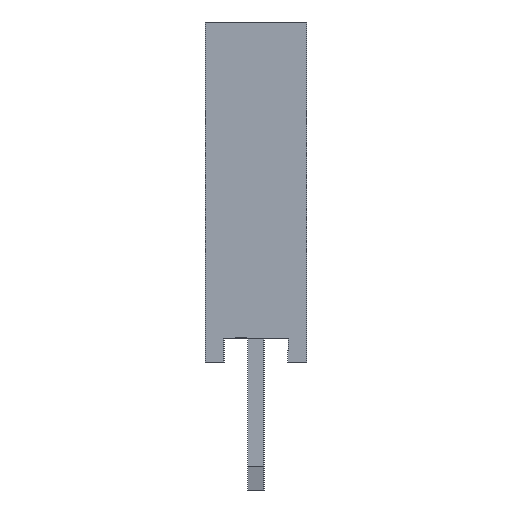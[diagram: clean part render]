
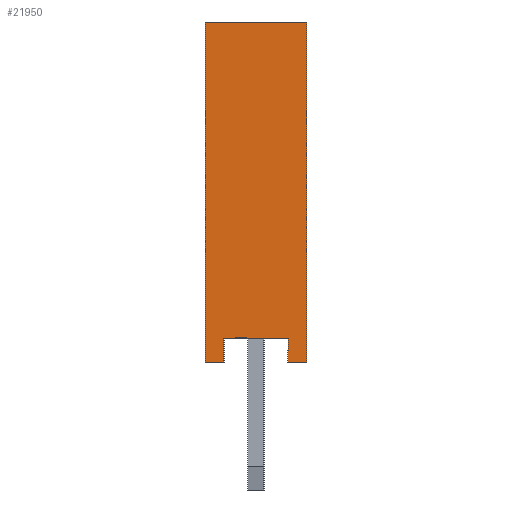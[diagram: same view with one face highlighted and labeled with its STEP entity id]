
A CAD part, left-side view. The second image highlights one B-rep face of the part: STEP entity #21950.
In plain terms, the highlighted planar face has unit normal (-1, 0, 0).
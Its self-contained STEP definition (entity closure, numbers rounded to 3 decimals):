
#41 = EDGE_CURVE ( 'NONE', #10751, #30571, #16496, .T. ) ;
#154 = EDGE_CURVE ( 'NONE', #18063, #29439, #30270, .T. ) ;
#219 = VECTOR ( 'NONE', #31949, 1000. ) ;
#382 = EDGE_LOOP ( 'NONE', ( #6246, #2581, #18224, #16417, #30963, #2345, #15433, #32093 ) ) ;
#511 = VERTEX_POINT ( 'NONE', #26537 ) ;
#524 = CARTESIAN_POINT ( 'NONE',  ( -1.27, 0.47, 0. ) ) ;
#582 = VECTOR ( 'NONE', #30515, 1000. ) ;
#1133 = CARTESIAN_POINT ( 'NONE',  ( -1.27, 2.07, 0. ) ) ;
#1147 = DIRECTION ( 'NONE',  ( 0., 0., 1. ) ) ;
#2086 = CARTESIAN_POINT ( 'NONE',  ( -1.27, 2.54, 0. ) ) ;
#2345 = ORIENTED_EDGE ( 'NONE', *, *, #28624, .F. ) ;
#2569 = VECTOR ( 'NONE', #3866, 1000. ) ;
#2581 = ORIENTED_EDGE ( 'NONE', *, *, #26502, .F. ) ;
#3090 = CARTESIAN_POINT ( 'NONE',  ( -1.27, 0.47, 0.6 ) ) ;
#3309 = LINE ( 'NONE', #14251, #12269 ) ;
#3333 = CARTESIAN_POINT ( 'NONE',  ( -1.27, 2.54, 8.5 ) ) ;
#3840 = DIRECTION ( 'NONE',  ( 0., -1., 0. ) ) ;
#3866 = DIRECTION ( 'NONE',  ( 0., 0., -1. ) ) ;
#6246 = ORIENTED_EDGE ( 'NONE', *, *, #154, .T. ) ;
#6471 = CARTESIAN_POINT ( 'NONE',  ( -1.27, 0., 8.5 ) ) ;
#7849 = EDGE_CURVE ( 'NONE', #18508, #22411, #25703, .T. ) ;
#8477 = DIRECTION ( 'NONE',  ( 0., 1., 0. ) ) ;
#8802 = CARTESIAN_POINT ( 'NONE',  ( -1.27, 2.07, 0.6 ) ) ;
#9144 = VECTOR ( 'NONE', #23689, 1000. ) ;
#9193 = LINE ( 'NONE', #3333, #219 ) ;
#10751 = VERTEX_POINT ( 'NONE', #14401 ) ;
#10889 = CARTESIAN_POINT ( 'NONE',  ( -1.27, 2.54, 0. ) ) ;
#11055 = CARTESIAN_POINT ( 'NONE',  ( -1.27, 2.54, 0. ) ) ;
#12269 = VECTOR ( 'NONE', #1147, 1000. ) ;
#12589 = EDGE_CURVE ( 'NONE', #511, #18063, #9193, .T. ) ;
#12709 = LINE ( 'NONE', #14081, #19606 ) ;
#12838 = CARTESIAN_POINT ( 'NONE',  ( -1.27, 0., 8.5 ) ) ;
#13251 = CARTESIAN_POINT ( 'NONE',  ( -1.27, 2.54, 8.5 ) ) ;
#13380 = AXIS2_PLACEMENT_3D ( 'NONE', #13251, #16224, #31411 ) ;
#13603 = VERTEX_POINT ( 'NONE', #12838 ) ;
#14081 = CARTESIAN_POINT ( 'NONE',  ( -1.27, 2.54, 8.5 ) ) ;
#14251 = CARTESIAN_POINT ( 'NONE',  ( -1.27, 0.47, 0.6 ) ) ;
#14401 = CARTESIAN_POINT ( 'NONE',  ( -1.27, 0.47, 0.6 ) ) ;
#15433 = ORIENTED_EDGE ( 'NONE', *, *, #29039, .F. ) ;
#15537 = CARTESIAN_POINT ( 'NONE',  ( -1.27, 0., 0. ) ) ;
#16224 = DIRECTION ( 'NONE',  ( 1., 0., 0. ) ) ;
#16417 = ORIENTED_EDGE ( 'NONE', *, *, #27166, .F. ) ;
#16484 = LINE ( 'NONE', #29035, #9144 ) ;
#16496 = LINE ( 'NONE', #3090, #33511 ) ;
#18063 = VERTEX_POINT ( 'NONE', #11055 ) ;
#18224 = ORIENTED_EDGE ( 'NONE', *, *, #41, .F. ) ;
#18508 = VERTEX_POINT ( 'NONE', #524 ) ;
#19606 = VECTOR ( 'NONE', #3840, 1000. ) ;
#21950 = ADVANCED_FACE ( 'NONE', ( #30587 ), #29044, .F. ) ;
#22411 = VERTEX_POINT ( 'NONE', #15537 ) ;
#23689 = DIRECTION ( 'NONE',  ( 0., 0., -1. ) ) ;
#25703 = LINE ( 'NONE', #10889, #26520 ) ;
#26502 = EDGE_CURVE ( 'NONE', #30571, #29439, #16484, .T. ) ;
#26520 = VECTOR ( 'NONE', #26536, 1000. ) ;
#26536 = DIRECTION ( 'NONE',  ( 0., -1., 0. ) ) ;
#26537 = CARTESIAN_POINT ( 'NONE',  ( -1.27, 2.54, 8.5 ) ) ;
#27166 = EDGE_CURVE ( 'NONE', #18508, #10751, #3309, .T. ) ;
#28624 = EDGE_CURVE ( 'NONE', #13603, #22411, #29446, .T. ) ;
#29035 = CARTESIAN_POINT ( 'NONE',  ( -1.27, 2.07, 0.6 ) ) ;
#29039 = EDGE_CURVE ( 'NONE', #511, #13603, #12709, .T. ) ;
#29044 = PLANE ( 'NONE',  #13380 ) ;
#29439 = VERTEX_POINT ( 'NONE', #1133 ) ;
#29446 = LINE ( 'NONE', #6471, #2569 ) ;
#30270 = LINE ( 'NONE', #2086, #582 ) ;
#30515 = DIRECTION ( 'NONE',  ( 0., -1., 0. ) ) ;
#30571 = VERTEX_POINT ( 'NONE', #8802 ) ;
#30587 = FACE_OUTER_BOUND ( 'NONE', #382, .T. ) ;
#30963 = ORIENTED_EDGE ( 'NONE', *, *, #7849, .T. ) ;
#31411 = DIRECTION ( 'NONE',  ( 0., 0., -1. ) ) ;
#31949 = DIRECTION ( 'NONE',  ( 0., 0., -1. ) ) ;
#32093 = ORIENTED_EDGE ( 'NONE', *, *, #12589, .T. ) ;
#33511 = VECTOR ( 'NONE', #8477, 1000. ) ;
